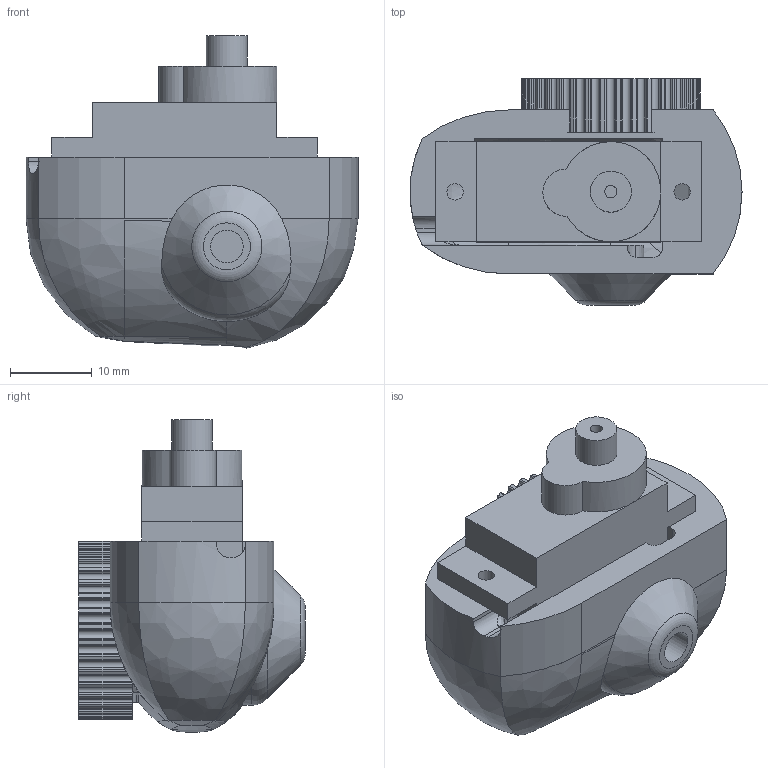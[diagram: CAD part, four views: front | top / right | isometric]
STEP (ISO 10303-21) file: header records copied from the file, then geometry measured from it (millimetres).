
FILE_DESCRIPTION(/* description */ (''),/* implementation_level */ '2;1');
FILE_NAME(/* name */ 'P101.step',/* time_stamp */ '2025-06-25T17:39:25+02:00',/* author */ (''),/* organization */ (''),/* preprocessor_version */ 'ST-DEVELOPER v20.1',/* originating_system */ 'Autodesk Translation Framework v14.10.0.0',/* authorisation */ '');
FILE_SCHEMA (('AUTOMOTIVE_DESIGN { 1 0 10303 214 3 1 1 }'));
Length unit declared in the file: millimetre
Products named in the file (4): P101; Component2; ServoMotor MG90S; P103
Assembly tree (3 placements, depth 2):
  P101
    Component2
    ServoMotor MG90S
    P103
Bounding box: 40.5 x 27.6 x 38.12 mm (x, y, z)
Volume: 13566.9 mm3; surface area: 10094.4 mm2
Topology: 3 solids, 3 shells, 397 faces, 1110 edges, 722 vertices
Faces by surface type: cylinder 262, plane 89, bspline 35, torus 8, sphere 2, cone 1
Full cylindrical faces by diameter (mm): 1.5 x1, 2 x2, 2.1 x2, 3.7 x1, 4 x2, 4.5 x1, 5 x1
Entity records: 14035 total; most frequent: CARTESIAN_POINT 3441, DIRECTION 2318, ORIENTED_EDGE 2210, EDGE_CURVE 1105, AXIS2_PLACEMENT_3D 934, VERTEX_POINT 722, CIRCLE 554, LINE 450
